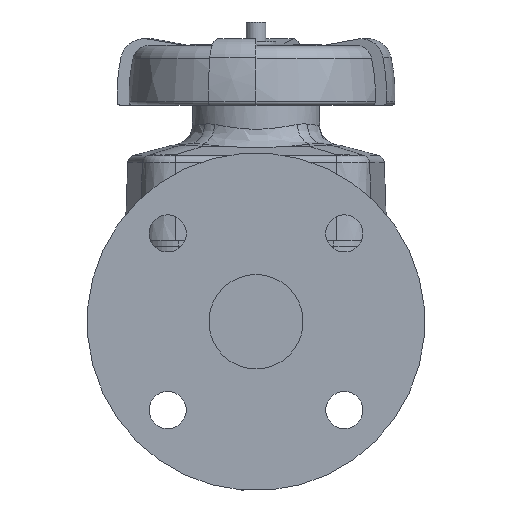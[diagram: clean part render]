
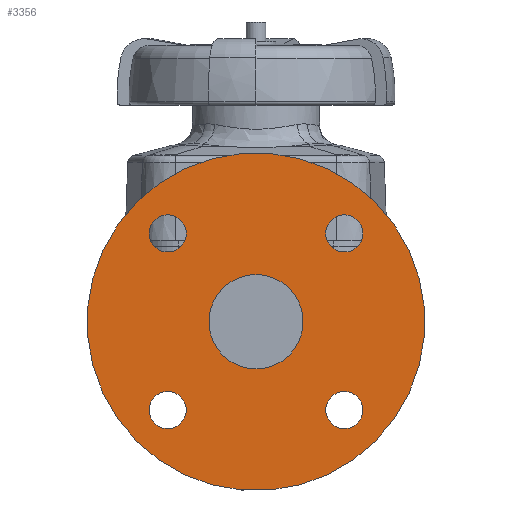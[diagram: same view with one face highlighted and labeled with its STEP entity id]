
A CAD part, left-side view. The second image highlights one B-rep face of the part: STEP entity #3356.
In plain terms, the highlighted face is planar.
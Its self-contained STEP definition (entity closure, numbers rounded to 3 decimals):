
#141=FACE_BOUND($,#722,.T.);
#142=FACE_BOUND($,#723,.T.);
#143=FACE_BOUND($,#724,.T.);
#144=FACE_BOUND($,#725,.T.);
#145=FACE_BOUND($,#726,.T.);
#146=FACE_BOUND($,#727,.T.);
#279=PLANE($,#3782);
#722=EDGE_LOOP($,(#3081));
#723=EDGE_LOOP($,(#3082));
#724=EDGE_LOOP($,(#3083));
#725=EDGE_LOOP($,(#3084));
#726=EDGE_LOOP($,(#3085));
#727=EDGE_LOOP($,(#3086));
#1353=CIRCLE($,#3765,9.35);
#1355=CIRCLE($,#3768,9.35);
#1357=CIRCLE($,#3771,9.35);
#1359=CIRCLE($,#3774,9.35);
#1363=CIRCLE($,#3781,85.05);
#1364=CIRCLE($,#3783,23.75);
#1666=VERTEX_POINT($,#7618);
#1668=VERTEX_POINT($,#7623);
#1670=VERTEX_POINT($,#7628);
#1672=VERTEX_POINT($,#7633);
#1676=VERTEX_POINT($,#7644);
#1677=VERTEX_POINT($,#7647);
#2137=EDGE_CURVE($,#1666,#1666,#1353,.T.);
#2139=EDGE_CURVE($,#1668,#1668,#1355,.T.);
#2141=EDGE_CURVE($,#1670,#1670,#1357,.T.);
#2143=EDGE_CURVE($,#1672,#1672,#1359,.T.);
#2147=EDGE_CURVE($,#1676,#1676,#1363,.T.);
#2148=EDGE_CURVE($,#1677,#1677,#1364,.T.);
#3081=ORIENTED_EDGE($,*,*,#2137,.T.);
#3082=ORIENTED_EDGE($,*,*,#2139,.T.);
#3083=ORIENTED_EDGE($,*,*,#2141,.T.);
#3084=ORIENTED_EDGE($,*,*,#2143,.T.);
#3085=ORIENTED_EDGE($,*,*,#2147,.T.);
#3086=ORIENTED_EDGE($,*,*,#2148,.F.);
#3356=ADVANCED_FACE($,(#141,#142,#143,#144,#145,#146),#279,.T.);
#3765=AXIS2_PLACEMENT_3D($,#7619,#4791,#4792);
#3768=AXIS2_PLACEMENT_3D($,#7624,#4797,#4798);
#3771=AXIS2_PLACEMENT_3D($,#7629,#4803,#4804);
#3774=AXIS2_PLACEMENT_3D($,#7634,#4809,#4810);
#3781=AXIS2_PLACEMENT_3D($,#7645,#4823,#4824);
#3782=AXIS2_PLACEMENT_3D($,#7646,#4825,#4826);
#3783=AXIS2_PLACEMENT_3D($,#7648,#4827,#4828);
#4791=DIRECTION('center_axis',(0.,0.,-1.));
#4792=DIRECTION('ref_axis',(0.,1.,0.));
#4797=DIRECTION('center_axis',(0.,0.,-1.));
#4798=DIRECTION('ref_axis',(1.,0.,0.));
#4803=DIRECTION('center_axis',(0.,0.,-1.));
#4804=DIRECTION('ref_axis',(0.,-1.,0.));
#4809=DIRECTION('center_axis',(0.,0.,-1.));
#4810=DIRECTION('ref_axis',(-1.,0.,0.));
#4823=DIRECTION('center_axis',(0.,0.,1.));
#4824=DIRECTION('ref_axis',(1.,0.,0.));
#4825=DIRECTION('center_axis',(0.,0.,1.));
#4826=DIRECTION('ref_axis',(1.,0.,0.));
#4827=DIRECTION('center_axis',(0.,0.,1.));
#4828=DIRECTION('ref_axis',(1.,0.,0.));
#7618=CARTESIAN_POINT('',(0.,53.55,41.));
#7619=CARTESIAN_POINT('Origin',(0.,62.9,41.));
#7623=CARTESIAN_POINT('',(53.55,0.,41.));
#7624=CARTESIAN_POINT('Origin',(62.9,0.,41.));
#7628=CARTESIAN_POINT('',(0.,-53.55,41.));
#7629=CARTESIAN_POINT('Origin',(0.,-62.9,41.));
#7633=CARTESIAN_POINT('',(-53.55,0.,41.));
#7634=CARTESIAN_POINT('Origin',(-62.9,0.,41.));
#7644=CARTESIAN_POINT('',(0.,-85.05,41.));
#7645=CARTESIAN_POINT('Origin',(0.,0.,41.));
#7646=CARTESIAN_POINT('Origin',(0.,-23.75,41.));
#7647=CARTESIAN_POINT('',(0.,-23.75,41.));
#7648=CARTESIAN_POINT('Origin',(0.,0.,41.));
